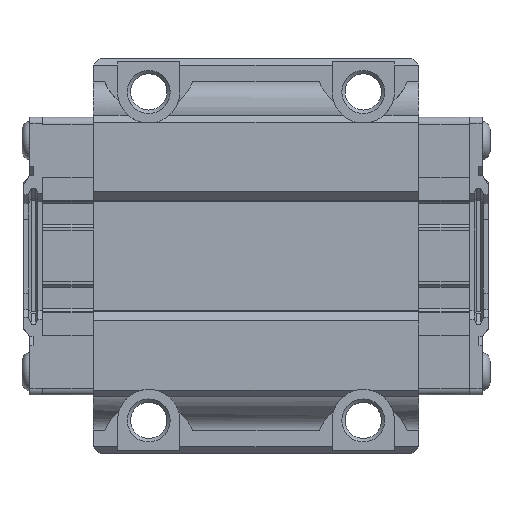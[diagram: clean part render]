
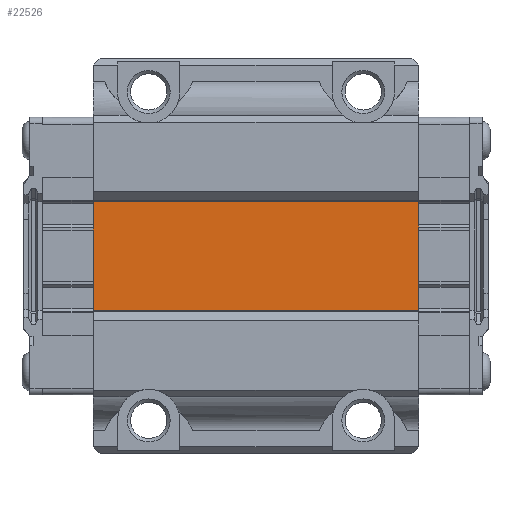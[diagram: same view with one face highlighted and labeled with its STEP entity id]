
A CAD part, front view. The second image highlights one B-rep face of the part: STEP entity #22526.
In plain terms, the highlighted planar face has unit normal (0, -1, 0).
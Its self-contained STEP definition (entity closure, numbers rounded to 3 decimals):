
#827=FACE_OUTER_BOUND('',#2105,.T.);
#2105=EDGE_LOOP('',(#14309,#14310,#14311,#14312,#14313,#14314,#14315,#14316));
#4196=LINE('',#31992,#6534);
#4248=LINE('',#32158,#6586);
#4301=LINE('',#32333,#6639);
#4302=LINE('',#32334,#6640);
#4303=LINE('',#32336,#6641);
#4304=LINE('',#32338,#6642);
#4305=LINE('',#32339,#6643);
#4306=LINE('',#32340,#6644);
#6534=VECTOR('',#25810,16.2);
#6586=VECTOR('',#25928,16.208);
#6639=VECTOR('',#26069,48.5);
#6640=VECTOR('',#26070,0.075);
#6641=VECTOR('',#26071,0.075);
#6642=VECTOR('',#26072,48.5);
#6643=VECTOR('',#26073,0.071);
#6644=VECTOR('',#26074,0.071);
#8884=VERTEX_POINT('',#31957);
#8901=VERTEX_POINT('',#31990);
#8981=VERTEX_POINT('',#32155);
#8982=VERTEX_POINT('',#32157);
#9059=VERTEX_POINT('',#32331);
#9060=VERTEX_POINT('',#32332);
#9061=VERTEX_POINT('',#32335);
#9062=VERTEX_POINT('',#32337);
#10973=EDGE_CURVE('',#8901,#8884,#4196,.T.);
#11053=EDGE_CURVE('',#8982,#8981,#4248,.T.);
#11131=EDGE_CURVE('',#9059,#9060,#4301,.T.);
#11132=EDGE_CURVE('',#8884,#9059,#4302,.T.);
#11133=EDGE_CURVE('',#9061,#8901,#4303,.T.);
#11134=EDGE_CURVE('',#9062,#9061,#4304,.T.);
#11135=EDGE_CURVE('',#8982,#9062,#4305,.T.);
#11136=EDGE_CURVE('',#9060,#8981,#4306,.T.);
#14309=ORIENTED_EDGE('',*,*,#11131,.F.);
#14310=ORIENTED_EDGE('',*,*,#11132,.F.);
#14311=ORIENTED_EDGE('',*,*,#10973,.F.);
#14312=ORIENTED_EDGE('',*,*,#11133,.F.);
#14313=ORIENTED_EDGE('',*,*,#11134,.F.);
#14314=ORIENTED_EDGE('',*,*,#11135,.F.);
#14315=ORIENTED_EDGE('',*,*,#11053,.T.);
#14316=ORIENTED_EDGE('',*,*,#11136,.F.);
#20400=PLANE('',#23889);
#22526=ADVANCED_FACE('',(#827),#20400,.F.);
#23889=AXIS2_PLACEMENT_3D('',#32330,#26067,#26068);
#25810=DIRECTION('',(0.,0.,-1.));
#25928=DIRECTION('',(0.,0.,-1.));
#26067=DIRECTION('center_axis',(0.,1.,0.));
#26068=DIRECTION('ref_axis',(0.,0.,-1.));
#26069=DIRECTION('',(-1.,0.,0.));
#26070=DIRECTION('',(0.,0.,-1.));
#26071=DIRECTION('',(0.,0.,-1.));
#26072=DIRECTION('',(1.,0.,0.));
#26073=DIRECTION('',(0.,0.,1.));
#26074=DIRECTION('',(0.,0.,1.));
#31957=CARTESIAN_POINT('',(24.25,16.55,-8.1));
#31990=CARTESIAN_POINT('',(24.25,16.55,8.1));
#31992=CARTESIAN_POINT('',(24.25,16.55,0.));
#32155=CARTESIAN_POINT('',(-24.25,16.55,-8.104));
#32157=CARTESIAN_POINT('',(-24.25,16.55,8.104));
#32158=CARTESIAN_POINT('',(-24.25,16.55,0.));
#32330=CARTESIAN_POINT('Origin',(24.25,16.55,-8.175));
#32331=CARTESIAN_POINT('',(24.25,16.55,-8.175));
#32332=CARTESIAN_POINT('',(-24.25,16.55,-8.175));
#32333=CARTESIAN_POINT('',(24.25,16.55,-8.175));
#32334=CARTESIAN_POINT('',(24.25,16.55,-4.067));
#32335=CARTESIAN_POINT('',(24.25,16.55,8.175));
#32336=CARTESIAN_POINT('',(24.25,16.55,-4.067));
#32337=CARTESIAN_POINT('',(-24.25,16.55,8.175));
#32338=CARTESIAN_POINT('',(24.25,16.55,8.175));
#32339=CARTESIAN_POINT('',(-24.25,16.55,-4.108));
#32340=CARTESIAN_POINT('',(-24.25,16.55,-4.108));
